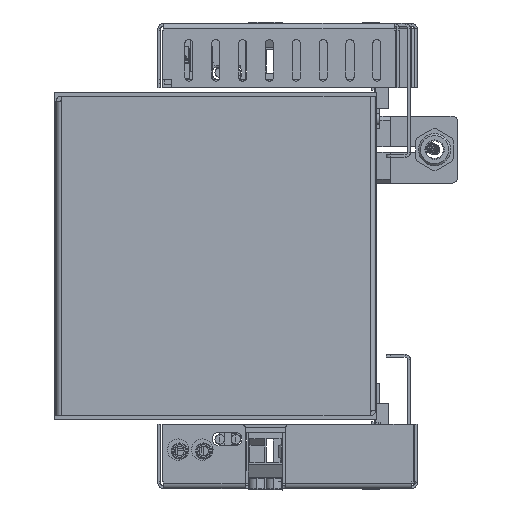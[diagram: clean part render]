
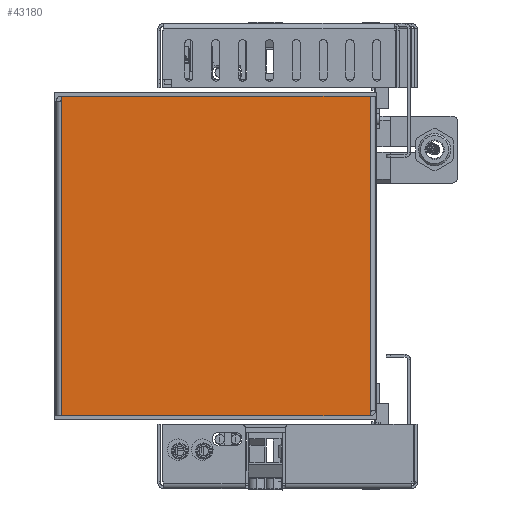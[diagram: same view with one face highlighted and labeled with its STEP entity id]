
A CAD part, left-side view. The second image highlights one B-rep face of the part: STEP entity #43180.
In plain terms, the highlighted planar face has unit normal (-1, 0, 0).
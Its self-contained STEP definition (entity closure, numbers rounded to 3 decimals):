
#588 = LINE ( 'NONE', #33880, #32777 ) ;
#6188 = EDGE_CURVE ( 'NONE', #15718, #26491, #75117, .T. ) ;
#14514 = CARTESIAN_POINT ( 'NONE',  ( -320.708, 45.477, 226.287 ) ) ;
#15246 = VECTOR ( 'NONE', #38023, 1000. ) ;
#15326 = VECTOR ( 'NONE', #40792, 1000. ) ;
#15549 = CARTESIAN_POINT ( 'NONE',  ( -320.708, 45.477, 345.287 ) ) ;
#15718 = VERTEX_POINT ( 'NONE', #47241 ) ;
#23419 = CARTESIAN_POINT ( 'NONE',  ( -320.708, -190.223, 17.564 ) ) ;
#26491 = VERTEX_POINT ( 'NONE', #14514 ) ;
#29012 = ORIENTED_EDGE ( 'NONE', *, *, #74844, .T. ) ;
#32251 = ORIENTED_EDGE ( 'NONE', *, *, #79964, .T. ) ;
#32777 = VECTOR ( 'NONE', #40384, 1000. ) ;
#33484 = ORIENTED_EDGE ( 'NONE', *, *, #6188, .T. ) ;
#33657 = DIRECTION ( 'NONE',  ( 0., 0., 1. ) ) ;
#33880 = CARTESIAN_POINT ( 'NONE',  ( -320.708, 45.477, 226.287 ) ) ;
#38023 = DIRECTION ( 'NONE',  ( 0., 0., -1. ) ) ;
#38412 = AXIS2_PLACEMENT_3D ( 'NONE', #23419, #49416, #49011 ) ;
#40384 = DIRECTION ( 'NONE',  ( 0., -1., 0. ) ) ;
#40792 = DIRECTION ( 'NONE',  ( 0., 1., 0. ) ) ;
#43180 = ADVANCED_FACE ( 'NONE', ( #53943 ), #74320, .T. ) ;
#46244 = LINE ( 'NONE', #71140, #52719 ) ;
#47241 = CARTESIAN_POINT ( 'NONE',  ( -320.708, 45.477, 345.287 ) ) ;
#49011 = DIRECTION ( 'NONE',  ( 0., 0., 1. ) ) ;
#49416 = DIRECTION ( 'NONE',  ( -1., 0., 0. ) ) ;
#50898 = CARTESIAN_POINT ( 'NONE',  ( -320.708, -69.523, 226.287 ) ) ;
#51824 = CARTESIAN_POINT ( 'NONE',  ( -320.708, -69.523, 345.287 ) ) ;
#52719 = VECTOR ( 'NONE', #33657, 1000. ) ;
#53943 = FACE_OUTER_BOUND ( 'NONE', #78384, .T. ) ;
#60325 = LINE ( 'NONE', #15549, #15326 ) ;
#60844 = EDGE_CURVE ( 'NONE', #64373, #15718, #60325, .T. ) ;
#64373 = VERTEX_POINT ( 'NONE', #51824 ) ;
#68583 = CARTESIAN_POINT ( 'NONE',  ( -320.708, 45.477, 226.287 ) ) ;
#71140 = CARTESIAN_POINT ( 'NONE',  ( -320.708, -69.523, 226.287 ) ) ;
#74320 = PLANE ( 'NONE',  #38412 ) ;
#74844 = EDGE_CURVE ( 'NONE', #26491, #79122, #588, .T. ) ;
#75117 = LINE ( 'NONE', #68583, #15246 ) ;
#75293 = ORIENTED_EDGE ( 'NONE', *, *, #60844, .T. ) ;
#78384 = EDGE_LOOP ( 'NONE', ( #29012, #32251, #75293, #33484 ) ) ;
#79122 = VERTEX_POINT ( 'NONE', #50898 ) ;
#79964 = EDGE_CURVE ( 'NONE', #79122, #64373, #46244, .T. ) ;
